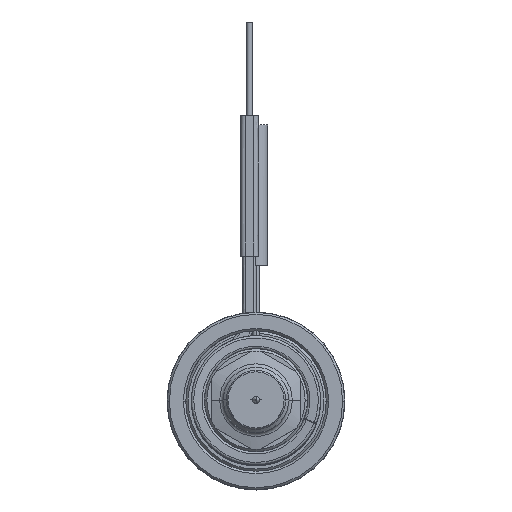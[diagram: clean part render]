
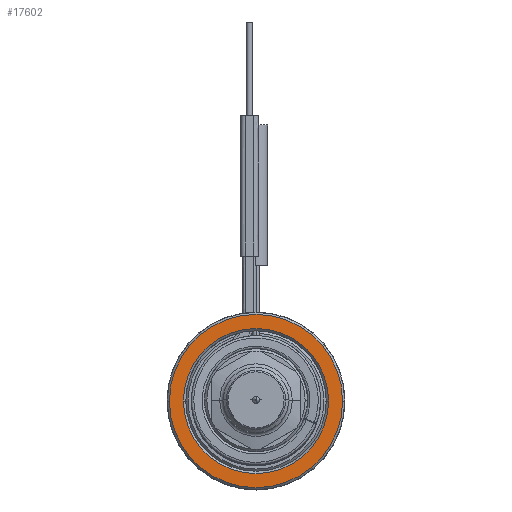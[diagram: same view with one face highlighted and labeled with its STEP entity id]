
A CAD part, top view. The second image highlights one B-rep face of the part: STEP entity #17602.
In plain terms, the highlighted planar face has unit normal (0, 0, 1).
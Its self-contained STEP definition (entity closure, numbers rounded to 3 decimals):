
#6959=CARTESIAN_POINT('',(0.,0.,
35.));
#6960=DIRECTION('',(0.,0.,-1.));
#6961=DIRECTION('',(-1.,0.,0.));
#6962=AXIS2_PLACEMENT_3D('',#6959,#6960,#6961);
#6973=CARTESIAN_POINT('',(0.,0.,
35.));
#6974=DIRECTION('',(0.,0.,-1.));
#6975=DIRECTION('',(1.,0.,0.));
#6976=AXIS2_PLACEMENT_3D('',#6973,#6974,#6975);
#6987=CARTESIAN_POINT('',(0.,0.,35.));
#6988=DIRECTION('',(0.,0.,-1.));
#6989=DIRECTION('',(1.,0.,0.));
#6990=AXIS2_PLACEMENT_3D('',#6987,#6988,#6989);
#7001=CARTESIAN_POINT('',(0.,0.,
35.));
#7002=DIRECTION('',(0.,0.,-1.));
#7003=DIRECTION('',(-1.,0.,0.));
#7004=AXIS2_PLACEMENT_3D('',#7001,#7002,#7003);
#7177=CARTESIAN_POINT('',(18.5,0.,35.));
#7178=CARTESIAN_POINT('',(-18.5,0.,
35.));
#7179=VERTEX_POINT('',#7177);
#7180=VERTEX_POINT('',#7178);
#7181=CARTESIAN_POINT('',(15.5,0.,35.));
#7182=CARTESIAN_POINT('',(-15.5,0.,35.));
#7183=VERTEX_POINT('',#7181);
#7184=VERTEX_POINT('',#7182);
#17587=CARTESIAN_POINT('',(0.,0.,35.));
#17588=DIRECTION('',(0.,0.,1.));
#17589=DIRECTION('',(-1.,0.,0.));
#17590=AXIS2_PLACEMENT_3D('',#17587,#17588,#17589);
#17591=PLANE('',#17590);
#17592=ORIENTED_EDGE('',*,*,#17569,.T.);
#17593=ORIENTED_EDGE('',*,*,#17554,.T.);
#17594=EDGE_LOOP('',(#17592,#17593));
#17595=FACE_OUTER_BOUND('',#17594,.F.);
#17597=ORIENTED_EDGE('',*,*,#17596,.F.);
#17599=ORIENTED_EDGE('',*,*,#17598,.F.);
#17600=EDGE_LOOP('',(#17597,#17599));
#17601=FACE_BOUND('',#17600,.F.);
#6963=CIRCLE('',#6962,18.5);
#6977=CIRCLE('',#6976,18.5);
#6991=CIRCLE('',#6990,15.5);
#7005=CIRCLE('',#7004,15.5);
#17554=EDGE_CURVE('',#7180,#7179,#6963,.T.);
#17569=EDGE_CURVE('',#7179,#7180,#6977,.T.);
#17596=EDGE_CURVE('',#7183,#7184,#6991,.T.);
#17598=EDGE_CURVE('',#7184,#7183,#7005,.T.);
#17602=ADVANCED_FACE('',(#17595,#17601),#17591,.T.);
